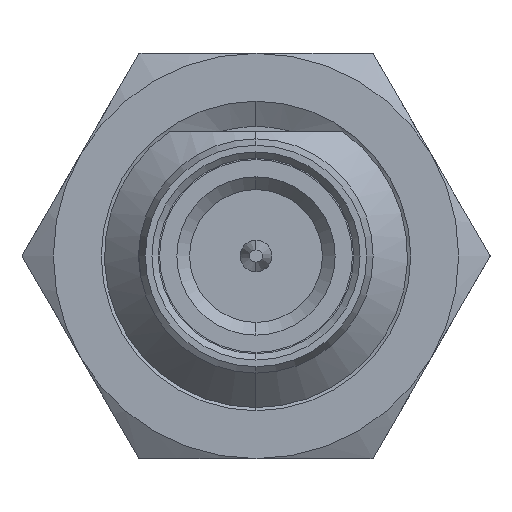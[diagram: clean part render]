
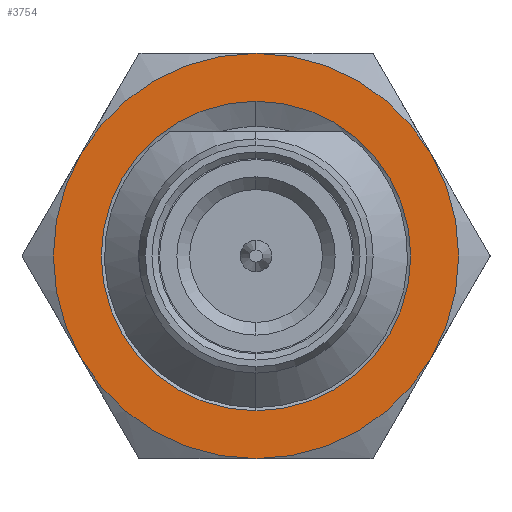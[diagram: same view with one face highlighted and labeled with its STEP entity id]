
A CAD part, left-side view. The second image highlights one B-rep face of the part: STEP entity #3754.
In plain terms, the highlighted face is planar.
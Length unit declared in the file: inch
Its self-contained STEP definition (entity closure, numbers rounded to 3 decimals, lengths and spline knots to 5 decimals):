
#107 = CARTESIAN_POINT ( 'NONE',  ( 0.0625, 0.10825, -0.59843 ) ) ;
#110 = VERTEX_POINT ( 'NONE', #2043 ) ;
#132 = EDGE_CURVE ( 'NONE', #911, #4561, #994, .T. ) ;
#178 = DIRECTION ( 'NONE',  ( -1., 0., 0. ) ) ;
#262 = AXIS2_PLACEMENT_3D ( 'NONE', #2653, #3762, #2983 ) ;
#289 = AXIS2_PLACEMENT_3D ( 'NONE', #576, #3583, #178 ) ;
#431 = CARTESIAN_POINT ( 'NONE',  ( -0.125, 0., -0.59843 ) ) ;
#525 = ORIENTED_EDGE ( 'NONE', *, *, #4592, .T. ) ;
#533 = AXIS2_PLACEMENT_3D ( 'NONE', #4355, #4643, #3595 ) ;
#576 = CARTESIAN_POINT ( 'NONE',  ( 0., 0., -0.59843 ) ) ;
#613 = DIRECTION ( 'NONE',  ( -1., 0., 0. ) ) ;
#684 = CARTESIAN_POINT ( 'NONE',  ( -0.0625, 0.10825, -0.59843 ) ) ;
#779 = VERTEX_POINT ( 'NONE', #431 ) ;
#862 = DIRECTION ( 'NONE',  ( 0., 0., -1. ) ) ;
#911 = VERTEX_POINT ( 'NONE', #2852 ) ;
#973 = FACE_BOUND ( 'NONE', #3297, .T. ) ;
#994 = CIRCLE ( 'NONE', #4243, 0.09547 ) ;
#1108 = ORIENTED_EDGE ( 'NONE', *, *, #4474, .T. ) ;
#1165 = DIRECTION ( 'NONE',  ( -1., 0., 0. ) ) ;
#1288 = ORIENTED_EDGE ( 'NONE', *, *, #1461, .T. ) ;
#1361 = CIRCLE ( 'NONE', #2306, 0.125 ) ;
#1365 = CARTESIAN_POINT ( 'NONE',  ( 0., 0.125, -0.59843 ) ) ;
#1461 = EDGE_CURVE ( 'NONE', #1503, #3521, #2796, .T. ) ;
#1503 = VERTEX_POINT ( 'NONE', #4628 ) ;
#1684 = CARTESIAN_POINT ( 'NONE',  ( 0., 0., -0.59843 ) ) ;
#1881 = EDGE_LOOP ( 'NONE', ( #4440, #2005, #2584, #1108, #1288, #525 ) ) ;
#1964 = EDGE_CURVE ( 'NONE', #4561, #911, #4409, .T. ) ;
#1990 = AXIS2_PLACEMENT_3D ( 'NONE', #3207, #3549, #613 ) ;
#2005 = ORIENTED_EDGE ( 'NONE', *, *, #3152, .T. ) ;
#2014 = CARTESIAN_POINT ( 'NONE',  ( 0., 0., -0.59843 ) ) ;
#2043 = CARTESIAN_POINT ( 'NONE',  ( 0.125, 0., -0.59843 ) ) ;
#2057 = CIRCLE ( 'NONE', #3685, 0.125 ) ;
#2100 = FACE_OUTER_BOUND ( 'NONE', #1881, .T. ) ;
#2237 = DIRECTION ( 'NONE',  ( 0., 0., -1. ) ) ;
#2288 = CIRCLE ( 'NONE', #4445, 0.125 ) ;
#2306 = AXIS2_PLACEMENT_3D ( 'NONE', #2014, #862, #3435 ) ;
#2379 = CIRCLE ( 'NONE', #262, 0.125 ) ;
#2584 = ORIENTED_EDGE ( 'NONE', *, *, #4381, .T. ) ;
#2653 = CARTESIAN_POINT ( 'NONE',  ( 0., 0., -0.59843 ) ) ;
#2720 = ORIENTED_EDGE ( 'NONE', *, *, #132, .F. ) ;
#2796 = CIRCLE ( 'NONE', #289, 0.125 ) ;
#2851 = DIRECTION ( 'NONE',  ( 1., 0., 0. ) ) ;
#2852 = CARTESIAN_POINT ( 'NONE',  ( -0.09547, 0., -0.59843 ) ) ;
#2937 = CARTESIAN_POINT ( 'NONE',  ( 0., 0., -0.59843 ) ) ;
#2983 = DIRECTION ( 'NONE',  ( -1., 0., 0. ) ) ;
#3152 = EDGE_CURVE ( 'NONE', #3345, #3637, #2057, .T. ) ;
#3207 = CARTESIAN_POINT ( 'NONE',  ( 0., 0., -0.59843 ) ) ;
#3250 = EDGE_CURVE ( 'NONE', #779, #3345, #2288, .T. ) ;
#3297 = EDGE_LOOP ( 'NONE', ( #2720, #4607 ) ) ;
#3345 = VERTEX_POINT ( 'NONE', #684 ) ;
#3355 = DIRECTION ( 'NONE',  ( 0., 0., -1. ) ) ;
#3376 = CARTESIAN_POINT ( 'NONE',  ( 0.09547, 0., -0.59843 ) ) ;
#3435 = DIRECTION ( 'NONE',  ( -1., 0., 0. ) ) ;
#3521 = VERTEX_POINT ( 'NONE', #3711 ) ;
#3549 = DIRECTION ( 'NONE',  ( 0., 0., -1. ) ) ;
#3583 = DIRECTION ( 'NONE',  ( 0., 0., -1. ) ) ;
#3584 = PLANE ( 'NONE',  #4140 ) ;
#3595 = DIRECTION ( 'NONE',  ( -1., 0., 0. ) ) ;
#3637 = VERTEX_POINT ( 'NONE', #107 ) ;
#3685 = AXIS2_PLACEMENT_3D ( 'NONE', #2937, #3355, #3741 ) ;
#3711 = CARTESIAN_POINT ( 'NONE',  ( -0.0625, -0.10825, -0.59843 ) ) ;
#3741 = DIRECTION ( 'NONE',  ( -1., 0., 0. ) ) ;
#3754 = ADVANCED_FACE ( 'NONE', ( #973, #2100 ), #3584, .F. ) ;
#3762 = DIRECTION ( 'NONE',  ( 0., 0., -1. ) ) ;
#3907 = DIRECTION ( 'NONE',  ( 0., 0., -1. ) ) ;
#4076 = CIRCLE ( 'NONE', #1990, 0.125 ) ;
#4140 = AXIS2_PLACEMENT_3D ( 'NONE', #1365, #4706, #2851 ) ;
#4243 = AXIS2_PLACEMENT_3D ( 'NONE', #1684, #3907, #4597 ) ;
#4355 = CARTESIAN_POINT ( 'NONE',  ( 0., 0., -0.59843 ) ) ;
#4381 = EDGE_CURVE ( 'NONE', #3637, #110, #1361, .T. ) ;
#4409 = CIRCLE ( 'NONE', #533, 0.09547 ) ;
#4426 = CARTESIAN_POINT ( 'NONE',  ( 0., 0., -0.59843 ) ) ;
#4440 = ORIENTED_EDGE ( 'NONE', *, *, #3250, .T. ) ;
#4445 = AXIS2_PLACEMENT_3D ( 'NONE', #4426, #2237, #1165 ) ;
#4474 = EDGE_CURVE ( 'NONE', #110, #1503, #4076, .T. ) ;
#4561 = VERTEX_POINT ( 'NONE', #3376 ) ;
#4592 = EDGE_CURVE ( 'NONE', #3521, #779, #2379, .T. ) ;
#4597 = DIRECTION ( 'NONE',  ( -1., 0., 0. ) ) ;
#4607 = ORIENTED_EDGE ( 'NONE', *, *, #1964, .F. ) ;
#4628 = CARTESIAN_POINT ( 'NONE',  ( 0.0625, -0.10825, -0.59843 ) ) ;
#4643 = DIRECTION ( 'NONE',  ( 0., 0., -1. ) ) ;
#4706 = DIRECTION ( 'NONE',  ( 0., 0., 1. ) ) ;
